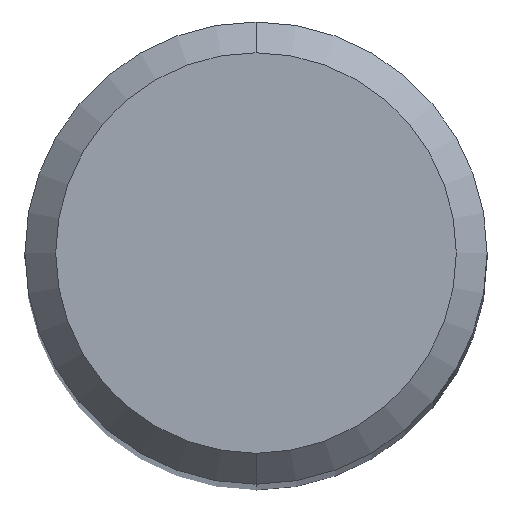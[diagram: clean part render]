
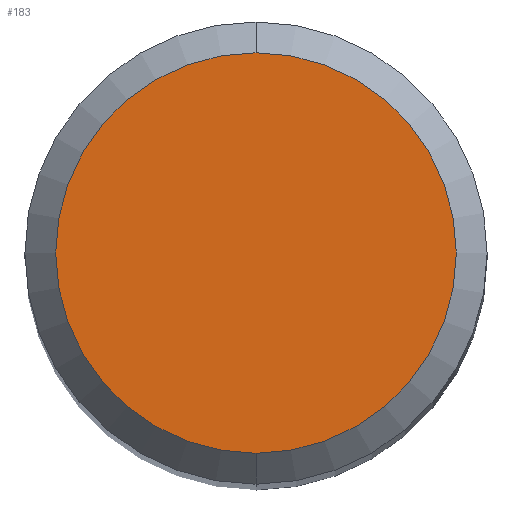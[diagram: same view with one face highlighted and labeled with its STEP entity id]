
A CAD part, top view. The second image highlights one B-rep face of the part: STEP entity #183.
In plain terms, the highlighted planar face has unit normal (0, 0, 1).
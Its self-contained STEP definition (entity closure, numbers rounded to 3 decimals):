
#113=VERTEX_POINT('',#278);
#133=EDGE_CURVE('',#211,#113,#302,.T.);
#183=ADVANCED_FACE('',(#358),#359,.T.);
#211=VERTEX_POINT('',#390);
#233=EDGE_CURVE('',#113,#211,#415,.T.);
#278=CARTESIAN_POINT('',(0.0,2.6,0.0));
#302=CIRCLE('',#490,2.6);
#358=FACE_OUTER_BOUND('',#558,.T.);
#359=PLANE('',#559);
#390=CARTESIAN_POINT('',(0.,-2.6,0.0));
#415=CIRCLE('',#631,2.6);
#490=AXIS2_PLACEMENT_3D('',#712,#713,#714);
#558=EDGE_LOOP('',(#775,#776));
#559=AXIS2_PLACEMENT_3D('',#777,#778,#779);
#631=AXIS2_PLACEMENT_3D('',#852,#853,#854);
#712=CARTESIAN_POINT('',(0.0,0.0,0.0));
#713=DIRECTION('',(0.0,0.0,-1.0));
#714=DIRECTION('',(0.0,1.0,0.0));
#775=ORIENTED_EDGE('',*,*,#233,.F.);
#776=ORIENTED_EDGE('',*,*,#133,.F.);
#777=CARTESIAN_POINT('',(0.0,1.3,0.0));
#778=DIRECTION('',(-0.0,0.0,1.0));
#779=DIRECTION('',(0.0,-1.0,0.0));
#852=CARTESIAN_POINT('',(0.0,0.0,0.0));
#853=DIRECTION('',(0.0,0.0,-1.0));
#854=DIRECTION('',(0.0,1.0,0.0));
